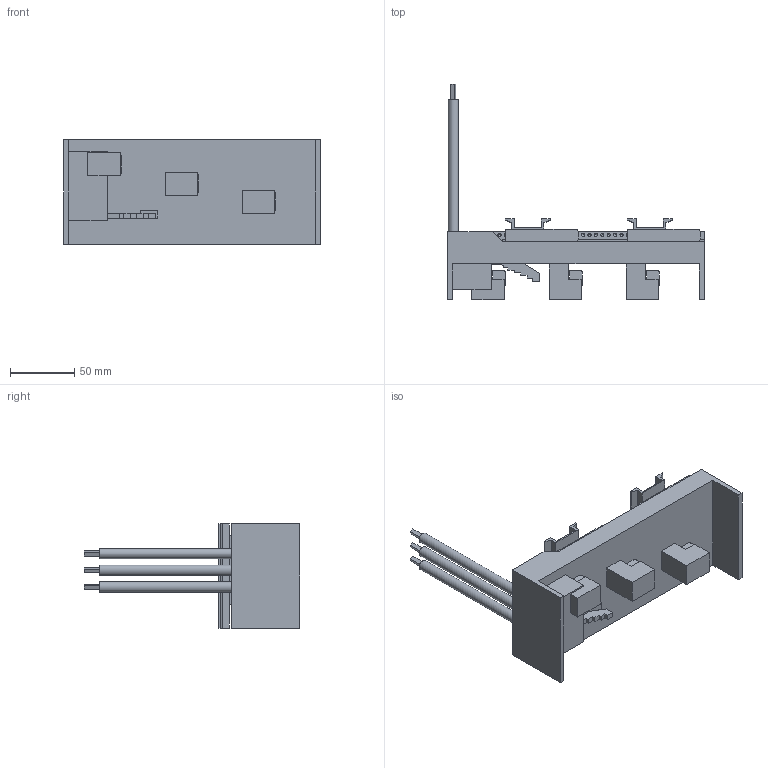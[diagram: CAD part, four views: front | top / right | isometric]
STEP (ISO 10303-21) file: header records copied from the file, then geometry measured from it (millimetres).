
FILE_DESCRIPTION((''),'2;1');
FILE_NAME('32459000.stp','2007-12-22T11:23:41',('Hubert Lenker'),(''),'Autodesk Inventor 10','Autodesk Inventor 10','');
FILE_SCHEMA(('AUTOMOTIVE_DESIGN { 1 0 10303 214 1 1 1 1 }'));
Length unit declared in the file: millimetre
Products named in the file (5): 32459000; Basis81x200; 79354000; 80034000; AWG8
Assembly tree (8 placements, depth 2):
  32459000
    Basis81x200
    79354000  x2
    80034000  x2
    AWG8  x3
Bounding box: 200 x 168 x 81 mm (x, y, z)
Volume: 435074.5 mm3; surface area: 108997.1 mm2
Topology: 8 solids, 8 shells, 561 faces, 1379 edges, 916 vertices
Faces by surface type: plane 298, bspline 181, cylinder 46, cone 32, torus 4
Full cylindrical faces by diameter (mm): 2.159 x2, 2.5 x32, 4.931 x2, 8 x3
Entity records: 13482 total; most frequent: CARTESIAN_POINT 4560, DIRECTION 1720, ORIENTED_EDGE 1546, EDGE_CURVE 773, EDGE_LOOP 758, AXIS2_PLACEMENT_3D 643, VERTEX_POINT 607, FACE_OUTER_BOUND 458
